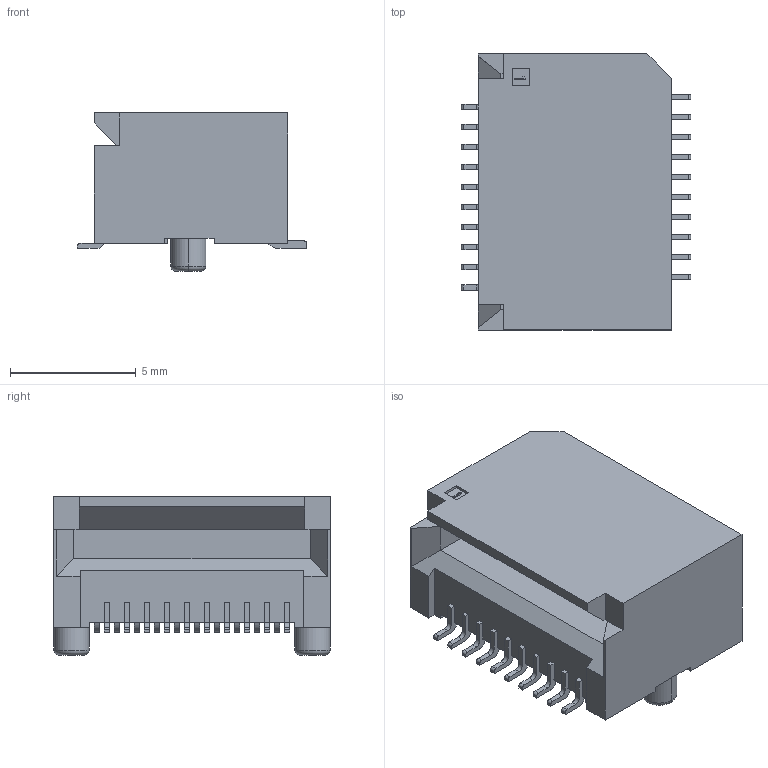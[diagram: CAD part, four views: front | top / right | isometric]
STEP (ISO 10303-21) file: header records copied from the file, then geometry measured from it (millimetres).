
FILE_DESCRIPTION((''),'2;1');
FILE_NAME('FCI_10122424-101LF.stp','2014-09-30T14:05:23',(''),(''),'Mechanical Desktop 2011','Mechanical Desktop 2011',', , ');
FILE_SCHEMA(('AUTOMOTIVE_DESIGN { 1 2 10303 214 1 1 1 1 }'));
Length unit declared in the file: millimetre
Products named in the file (1): Product
Bounding box: 9.13 x 11 x 6.3 mm (x, y, z)
Volume: 328.6 mm3; surface area: 559.1 mm2
Topology: 21 solids, 21 shells, 310 faces, 778 edges, 512 vertices
Faces by surface type: plane 237, cylinder 64, bspline 5, torus 4
Entity records: 9210 total; most frequent: CARTESIAN_POINT 1616, ORIENTED_EDGE 1556, DIRECTION 1526, EDGE_CURVE 778, VECTOR 642, LINE 642, VERTEX_POINT 512, AXIS2_PLACEMENT_3D 442
